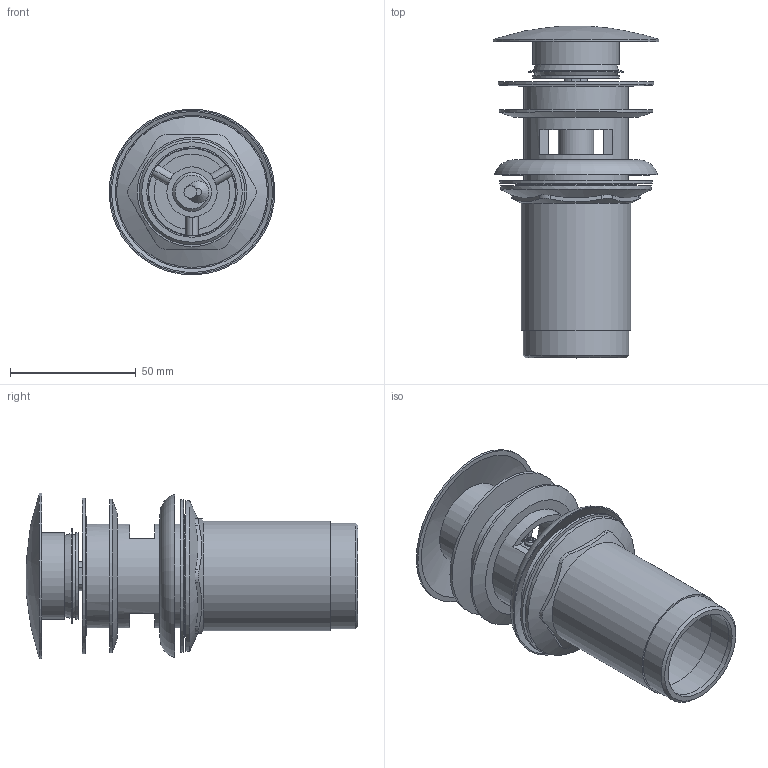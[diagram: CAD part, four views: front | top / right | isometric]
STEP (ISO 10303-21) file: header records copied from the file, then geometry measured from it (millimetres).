
FILE_DESCRIPTION (( 'STEP AP203' ), '1' );
FILE_NAME ('99ZP02476.STEP', '2021-04-14T09:36:09', ( '' ), ( '' ), 'SwSTEP 2.0', 'SolidWorks 2018', '' );
FILE_SCHEMA (( 'CONFIG_CONTROL_DESIGN' ));
Length unit declared in the file: millimetre
Products named in the file (1): 99ZP02476
Bounding box: 65.9 x 132.08 x 65.9 mm (x, y, z)
Volume: 66144.1 mm3; surface area: 69521.2 mm2
Topology: 9 solids, 9 shells, 167 faces, 359 edges, 232 vertices
Faces by surface type: plane 82, cylinder 58, cone 21, torus 3, sphere 3
Full cylindrical faces by diameter (mm): 5 x2, 5.8 x1, 6.9 x1, 8 x1, 10.2 x1, 13.75 x1, 14 x2, 15.4 x1, 16.9 x1, 20 x1, 30.2 x1, 31.7 x1, 31.75 x1, 34.5 x2, 35 x1, 36 x3, 37 x1, 37.3 x1, 38.2 x1, 39 x1, 41 x1, 41.5 x1, 42 x4, 43.5 x1, 60 x1, 61 x2, 62 x1, 66 x1
Entity records: 4660 total; most frequent: CARTESIAN_POINT 1197, DIRECTION 709, ORIENTED_EDGE 578, AXIS2_PLACEMENT_3D 303, EDGE_CURVE 289, EDGE_LOOP 270, VERTEX_POINT 223, FACE_OUTER_BOUND 208
